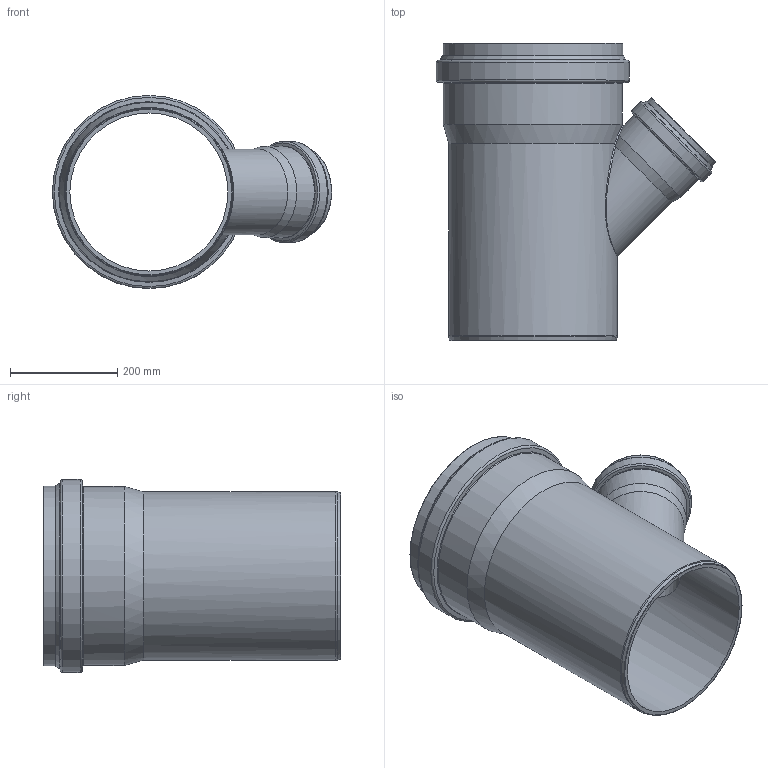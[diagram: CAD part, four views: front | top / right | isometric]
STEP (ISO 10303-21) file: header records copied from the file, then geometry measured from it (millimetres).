
FILE_DESCRIPTION(/* description */ (''),/* implementation_level */ '2;1');
FILE_NAME(/* name */ '772850z.stp',/* time_stamp */ '2024-05-23T09:36:44+02:00',/* author */ ('corinna'),/* organization */ (''),/* preprocessor_version */ 'ST-DEVELOPER v20',/* originating_system */ 'Autodesk Inventor 2024',/* authorisation */ '');
FILE_SCHEMA (('AUTOMOTIVE_DESIGN { 1 0 10303 214 3 1 1 }'));
Length unit declared in the file: millimetre
Products named in the file (1): 772850z
Bounding box: 521.75 x 555.1 x 360.8 mm (x, y, z)
Volume: 5722252.8 mm3; surface area: 1308439.8 mm2
Topology: 1 solids, 1 shells, 78 faces, 225 edges, 150 vertices
Faces by surface type: torus 30, cone 21, cylinder 18, plane 5, bspline 4
Full cylindrical faces by diameter (mm): 149.8 x1, 161 x1, 161.3 x2, 170.4 x1, 170.7 x1, 179.4 x1, 188.8 x1, 295.3 x1, 315.3 x1, 317.1 x1, 317.5 x2, 334.7 x1, 335.1 x1, 343.2 x1, 360.8 x1
Entity records: 3515 total; most frequent: CARTESIAN_POINT 1323, DIRECTION 503, ORIENTED_EDGE 450, AXIS2_PLACEMENT_3D 233, EDGE_CURVE 225, CIRCLE 158, VERTEX_POINT 150, EDGE_LOOP 83
